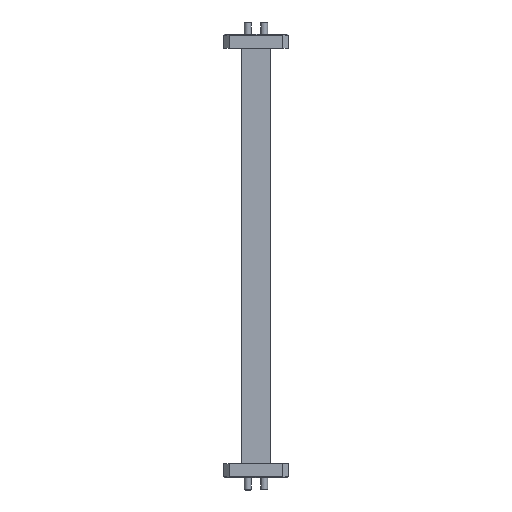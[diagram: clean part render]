
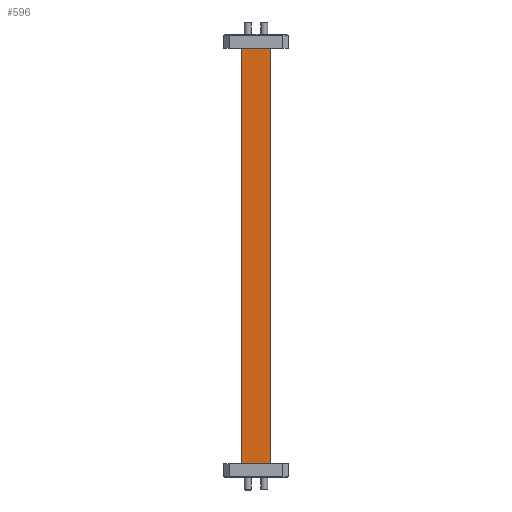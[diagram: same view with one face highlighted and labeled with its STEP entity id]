
A CAD part, front view. The second image highlights one B-rep face of the part: STEP entity #596.
In plain terms, the highlighted planar face has unit normal (0, -1, 0).
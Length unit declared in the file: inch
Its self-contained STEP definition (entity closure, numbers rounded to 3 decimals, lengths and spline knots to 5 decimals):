
#596 = ADVANCED_FACE ( 'NONE', ( #7502 ), #6499, .F. ) ;
#798 = CARTESIAN_POINT ( 'NONE',  ( 0.20315, -0.12598, -5.81102 ) ) ;
#859 = CARTESIAN_POINT ( 'NONE',  ( -0.20315, -0.12598, -6.28911 ) ) ;
#886 = EDGE_CURVE ( 'NONE', #5348, #4661, #3771, .T. ) ;
#1706 = EDGE_CURVE ( 'NONE', #14332, #5348, #14341, .T. ) ;
#2070 = EDGE_CURVE ( 'NONE', #14332, #2370, #10910, .T. ) ;
#2158 = LINE ( 'NONE', #5892, #13715 ) ;
#2189 = DIRECTION ( 'NONE',  ( -1., 0., 0. ) ) ;
#2370 = VERTEX_POINT ( 'NONE', #3669 ) ;
#3669 = CARTESIAN_POINT ( 'NONE',  ( -0.20315, -0.12598, -0.18898 ) ) ;
#3726 = ORIENTED_EDGE ( 'NONE', *, *, #2070, .F. ) ;
#3771 = LINE ( 'NONE', #11336, #5310 ) ;
#4139 = CARTESIAN_POINT ( 'NONE',  ( -0.20315, -0.12598, -5.81102 ) ) ;
#4441 = DIRECTION ( 'NONE',  ( 1., 0., 0. ) ) ;
#4661 = VERTEX_POINT ( 'NONE', #12126 ) ;
#4783 = AXIS2_PLACEMENT_3D ( 'NONE', #15283, #12609, #7609 ) ;
#4863 = DIRECTION ( 'NONE',  ( 0., 0., 1. ) ) ;
#5058 = DIRECTION ( 'NONE',  ( 0., 0., 1. ) ) ;
#5310 = VECTOR ( 'NONE', #5058, 39.37008 ) ;
#5348 = VERTEX_POINT ( 'NONE', #10820 ) ;
#5892 = CARTESIAN_POINT ( 'NONE',  ( 0.20315, -0.12598, -0.18898 ) ) ;
#6370 = VECTOR ( 'NONE', #4863, 39.37008 ) ;
#6460 = EDGE_CURVE ( 'NONE', #4661, #2370, #2158, .T. ) ;
#6499 = PLANE ( 'NONE',  #4783 ) ;
#7502 = FACE_OUTER_BOUND ( 'NONE', #14809, .T. ) ;
#7609 = DIRECTION ( 'NONE',  ( 0., 0., 1. ) ) ;
#7936 = ORIENTED_EDGE ( 'NONE', *, *, #886, .T. ) ;
#9560 = ORIENTED_EDGE ( 'NONE', *, *, #6460, .T. ) ;
#9660 = VECTOR ( 'NONE', #4441, 39.37008 ) ;
#10820 = CARTESIAN_POINT ( 'NONE',  ( 0.20315, -0.12598, -5.81102 ) ) ;
#10910 = LINE ( 'NONE', #859, #6370 ) ;
#11336 = CARTESIAN_POINT ( 'NONE',  ( 0.20315, -0.12598, -6.28911 ) ) ;
#11515 = ORIENTED_EDGE ( 'NONE', *, *, #1706, .T. ) ;
#12126 = CARTESIAN_POINT ( 'NONE',  ( 0.20315, -0.12598, -0.18898 ) ) ;
#12609 = DIRECTION ( 'NONE',  ( 0., 1., 0. ) ) ;
#13715 = VECTOR ( 'NONE', #2189, 39.37008 ) ;
#14332 = VERTEX_POINT ( 'NONE', #4139 ) ;
#14341 = LINE ( 'NONE', #798, #9660 ) ;
#14809 = EDGE_LOOP ( 'NONE', ( #3726, #11515, #7936, #9560 ) ) ;
#15283 = CARTESIAN_POINT ( 'NONE',  ( 0.20315, -0.12598, -6.28911 ) ) ;
